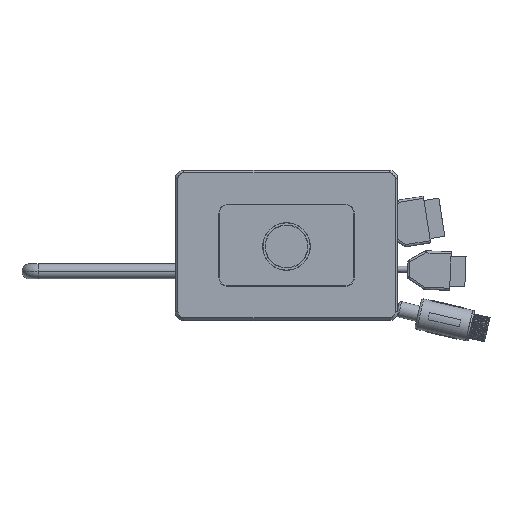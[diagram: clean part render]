
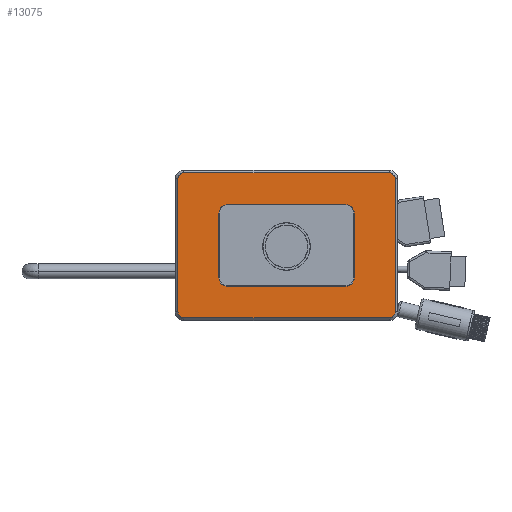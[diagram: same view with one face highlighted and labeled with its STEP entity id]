
A CAD part, top view. The second image highlights one B-rep face of the part: STEP entity #13075.
In plain terms, the highlighted planar face has unit normal (0, 0, 1).
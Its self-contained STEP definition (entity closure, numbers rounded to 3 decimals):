
#213=DIRECTION('',(0.,-1.,0.));
#214=VECTOR('',#213,62.);
#215=CARTESIAN_POINT('',(-50.6,31.,27.));
#216=LINE('',#215,#214);
#217=CARTESIAN_POINT('',(-47.8,-31.,27.));
#218=DIRECTION('',(0.,0.,-1.));
#219=DIRECTION('',(0.,-1.,0.));
#220=AXIS2_PLACEMENT_3D('',#217,#218,#219);
#222=CARTESIAN_POINT('',(-47.8,31.,27.));
#223=DIRECTION('',(0.,0.,-1.));
#224=DIRECTION('',(-1.,0.,0.));
#225=AXIS2_PLACEMENT_3D('',#222,#223,#224);
#227=CARTESIAN_POINT('',(47.8,31.,27.));
#228=DIRECTION('',(0.,0.,-1.));
#229=DIRECTION('',(0.,1.,0.));
#230=AXIS2_PLACEMENT_3D('',#227,#228,#229);
#232=CARTESIAN_POINT('',(47.8,-31.,27.));
#233=DIRECTION('',(0.,0.,-1.));
#234=DIRECTION('',(1.,0.,0.));
#235=AXIS2_PLACEMENT_3D('',#232,#233,#234);
#237=CARTESIAN_POINT('',(-27.5,15.,27.));
#238=DIRECTION('',(0.,0.,1.));
#239=DIRECTION('',(0.,1.,0.));
#240=AXIS2_PLACEMENT_3D('',#237,#238,#239);
#242=CARTESIAN_POINT('',(-27.5,-15.,27.));
#243=DIRECTION('',(0.,0.,1.));
#244=DIRECTION('',(-1.,0.,0.));
#245=AXIS2_PLACEMENT_3D('',#242,#243,#244);
#247=CARTESIAN_POINT('',(27.5,-15.,27.));
#248=DIRECTION('',(0.,0.,1.));
#249=DIRECTION('',(0.,-1.,0.));
#250=AXIS2_PLACEMENT_3D('',#247,#248,#249);
#252=CARTESIAN_POINT('',(27.5,15.,27.));
#253=DIRECTION('',(0.,0.,1.));
#254=DIRECTION('',(1.,0.,0.));
#255=AXIS2_PLACEMENT_3D('',#252,#253,#254);
#270=DIRECTION('',(1.,0.,0.));
#271=VECTOR('',#270,95.6);
#272=CARTESIAN_POINT('',(-47.8,-33.8,27.));
#273=LINE('',#272,#271);
#287=DIRECTION('',(0.,1.,0.));
#288=VECTOR('',#287,62.);
#289=CARTESIAN_POINT('',(50.6,-31.,27.));
#290=LINE('',#289,#288);
#304=DIRECTION('',(-1.,0.,0.));
#305=VECTOR('',#304,95.6);
#306=CARTESIAN_POINT('',(47.8,33.8,27.));
#307=LINE('',#306,#305);
#8592=DIRECTION('',(0.,-1.,0.));
#8593=VECTOR('',#8592,30.);
#8594=CARTESIAN_POINT('',(31.5,15.,27.));
#8595=LINE('',#8594,#8593);
#8612=DIRECTION('',(-1.,0.,0.));
#8613=VECTOR('',#8612,55.);
#8614=CARTESIAN_POINT('',(27.5,-19.,27.));
#8615=LINE('',#8614,#8613);
#8628=DIRECTION('',(0.,1.,0.));
#8629=VECTOR('',#8628,30.);
#8630=CARTESIAN_POINT('',(-31.5,-15.,27.));
#8631=LINE('',#8630,#8629);
#8644=DIRECTION('',(1.,0.,0.));
#8645=VECTOR('',#8644,55.);
#8646=CARTESIAN_POINT('',(-27.5,19.,27.));
#8647=LINE('',#8646,#8645);
#10002=CARTESIAN_POINT('',(-50.6,31.,27.));
#10003=CARTESIAN_POINT('',(-50.6,-31.,27.));
#10004=VERTEX_POINT('',#10002);
#10005=VERTEX_POINT('',#10003);
#10006=CARTESIAN_POINT('',(-47.8,-33.8,27.));
#10007=VERTEX_POINT('',#10006);
#10008=CARTESIAN_POINT('',(-47.8,33.8,27.));
#10009=VERTEX_POINT('',#10008);
#10010=CARTESIAN_POINT('',(47.8,33.8,27.));
#10011=VERTEX_POINT('',#10010);
#10012=CARTESIAN_POINT('',(50.6,31.,27.));
#10013=VERTEX_POINT('',#10012);
#10014=CARTESIAN_POINT('',(50.6,-31.,27.));
#10015=VERTEX_POINT('',#10014);
#10016=CARTESIAN_POINT('',(47.8,-33.8,27.));
#10017=VERTEX_POINT('',#10016);
#10018=CARTESIAN_POINT('',(-27.5,19.,27.));
#10019=CARTESIAN_POINT('',(27.5,19.,27.));
#10020=VERTEX_POINT('',#10018);
#10021=VERTEX_POINT('',#10019);
#10022=CARTESIAN_POINT('',(-31.5,15.,27.));
#10023=VERTEX_POINT('',#10022);
#10024=CARTESIAN_POINT('',(-31.5,-15.,27.));
#10025=VERTEX_POINT('',#10024);
#10026=CARTESIAN_POINT('',(-27.5,-19.,27.));
#10027=VERTEX_POINT('',#10026);
#10028=CARTESIAN_POINT('',(27.5,-19.,27.));
#10029=VERTEX_POINT('',#10028);
#10030=CARTESIAN_POINT('',(31.5,-15.,27.));
#10031=VERTEX_POINT('',#10030);
#10032=CARTESIAN_POINT('',(31.5,15.,27.));
#10033=VERTEX_POINT('',#10032);
#13035=CARTESIAN_POINT('',(0.,0.,27.));
#13036=DIRECTION('',(0.,0.,1.));
#13037=DIRECTION('',(1.,0.,0.));
#13038=AXIS2_PLACEMENT_3D('',#13035,#13036,#13037);
#13039=PLANE('',#13038);
#13041=ORIENTED_EDGE('',*,*,#13040,.T.);
#13042=ORIENTED_EDGE('',*,*,#13025,.F.);
#13044=ORIENTED_EDGE('',*,*,#13043,.T.);
#13046=ORIENTED_EDGE('',*,*,#13045,.F.);
#13048=ORIENTED_EDGE('',*,*,#13047,.T.);
#13050=ORIENTED_EDGE('',*,*,#13049,.F.);
#13052=ORIENTED_EDGE('',*,*,#13051,.T.);
#13054=ORIENTED_EDGE('',*,*,#13053,.F.);
#13055=EDGE_LOOP('',(#13041,#13042,#13044,#13046,#13048,#13050,#13052,#13054));
#13056=FACE_OUTER_BOUND('',#13055,.F.);
#13058=ORIENTED_EDGE('',*,*,#13057,.F.);
#13060=ORIENTED_EDGE('',*,*,#13059,.T.);
#13062=ORIENTED_EDGE('',*,*,#13061,.F.);
#13064=ORIENTED_EDGE('',*,*,#13063,.T.);
#13066=ORIENTED_EDGE('',*,*,#13065,.F.);
#13068=ORIENTED_EDGE('',*,*,#13067,.T.);
#13070=ORIENTED_EDGE('',*,*,#13069,.F.);
#13072=ORIENTED_EDGE('',*,*,#13071,.T.);
#13073=EDGE_LOOP('',(#13058,#13060,#13062,#13064,#13066,#13068,#13070,#13072));
#13074=FACE_BOUND('',#13073,.F.);
#13075=ADVANCED_FACE('',(#13056,#13074),#13039,.T.);
#221=CIRCLE('',#220,2.8);
#226=CIRCLE('',#225,2.8);
#231=CIRCLE('',#230,2.8);
#236=CIRCLE('',#235,2.8);
#241=CIRCLE('',#240,4.);
#246=CIRCLE('',#245,4.);
#251=CIRCLE('',#250,4.);
#256=CIRCLE('',#255,4.);
#13025=EDGE_CURVE('',#10004,#10005,#216,.T.);
#13040=EDGE_CURVE('',#10007,#10005,#221,.T.);
#13043=EDGE_CURVE('',#10004,#10009,#226,.T.);
#13045=EDGE_CURVE('',#10011,#10009,#307,.T.);
#13047=EDGE_CURVE('',#10011,#10013,#231,.T.);
#13049=EDGE_CURVE('',#10015,#10013,#290,.T.);
#13051=EDGE_CURVE('',#10015,#10017,#236,.T.);
#13053=EDGE_CURVE('',#10007,#10017,#273,.T.);
#13057=EDGE_CURVE('',#10020,#10021,#8647,.T.);
#13059=EDGE_CURVE('',#10020,#10023,#241,.T.);
#13061=EDGE_CURVE('',#10025,#10023,#8631,.T.);
#13063=EDGE_CURVE('',#10025,#10027,#246,.T.);
#13065=EDGE_CURVE('',#10029,#10027,#8615,.T.);
#13067=EDGE_CURVE('',#10029,#10031,#251,.T.);
#13069=EDGE_CURVE('',#10033,#10031,#8595,.T.);
#13071=EDGE_CURVE('',#10033,#10021,#256,.T.);
